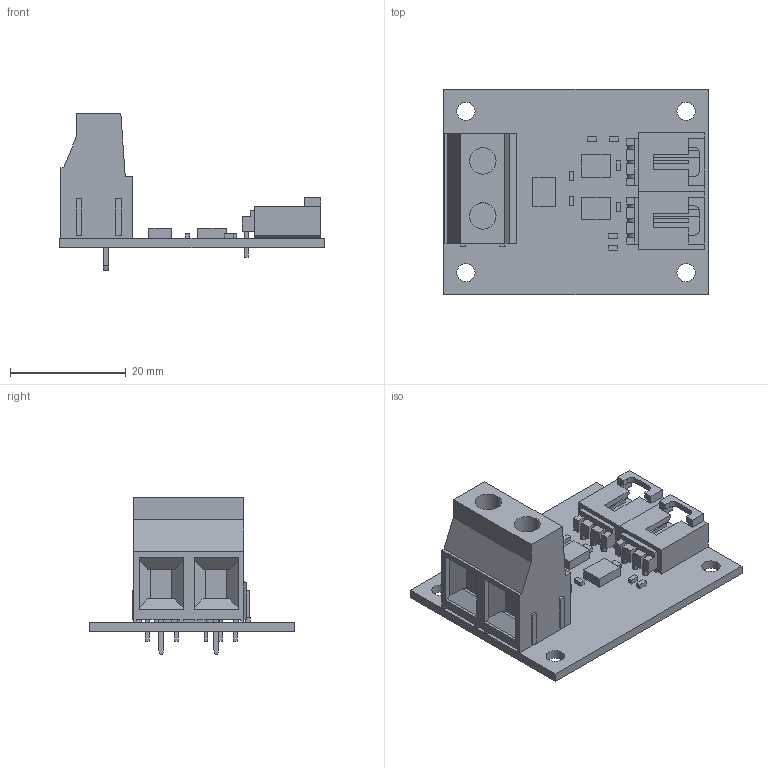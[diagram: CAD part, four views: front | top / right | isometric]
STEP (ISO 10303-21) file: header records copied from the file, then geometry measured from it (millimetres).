
FILE_DESCRIPTION(('Open CASCADE Model'),'2;1');
FILE_NAME('Open CASCADE Shape Model','2010-10-28T09:14:20',('Author'),( 'Open CASCADE'),'Open CASCADE STEP processor 6.2','Open CASCADE 6.2' ,'Unknown');
FILE_SCHEMA(('AUTOMOTIVE_DESIGN { 1 0 10303 214 1 1 1 1 }'));
Length unit declared in the file: millimetre
Products named in the file (30): PCB; Board; J3; 705530002; Open CASCADE STEP translator 6.2 58.2.1.1; Open CASCADE STEP translator 6.2 58.2.1.2; J2; J1; 393900102; Open CASCADE STEP translator 6.2 58.4.1.1; Open CASCADE STEP translator 6.2 58.4.1.2; C6; 478788672; Extruded; C5; 478789824; C4; C3; U2; 845312672; C1; C2; R1; R2; U1; 478799424; U3
Assembly tree (37 placements, depth 4):
  PCB
    Board
    J3
      705530002
        Open CASCADE STEP translator 6.2 58.2.1.1
        Open CASCADE STEP translator 6.2 58.2.1.2
    J2
      705530002
        Open CASCADE STEP translator 6.2 58.2.1.1
        Open CASCADE STEP translator 6.2 58.2.1.2
    J1
      393900102
        Open CASCADE STEP translator 6.2 58.4.1.1
        Open CASCADE STEP translator 6.2 58.4.1.2
    C6
      478788672
        Extruded
    C5
      478789824
        Extruded
    C4
      478788672
        Extruded
    C3
      478789824
        Extruded
    U2
      845312672
        Extruded
    C1
      478788672
        Extruded
    C2
      478788672
        Extruded
    R1
      478789824
        Extruded
    R2
      478789824
        Extruded
    U1
      478799424
        Extruded
    U3
      478799424
        Extruded
Bounding box: 45.72 x 35.56 x 27.1 mm (x, y, z)
Volume: 7312.1 mm3; surface area: 7389.4 mm2
Topology: 15 solids, 15 shells, 385 faces, 1009 edges, 690 vertices
Faces by surface type: plane 353, cylinder 32
Full cylindrical faces by diameter (mm): 0.965 x6, 1.6 x2, 3.175 x4
Entity records: 15513 total; most frequent: CARTESIAN_POINT 2755, DIRECTION 2313, LINE 1649, VECTOR 1649, ORIENTED_EDGE 1192, PCURVE 1192, DEFINITIONAL_REPRESENTATION 1192, EDGE_CURVE 596
